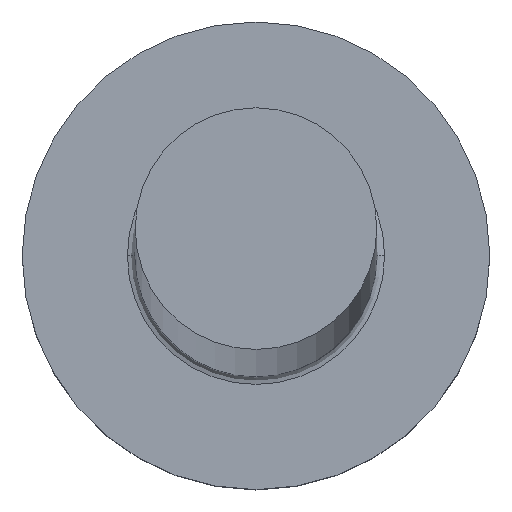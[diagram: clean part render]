
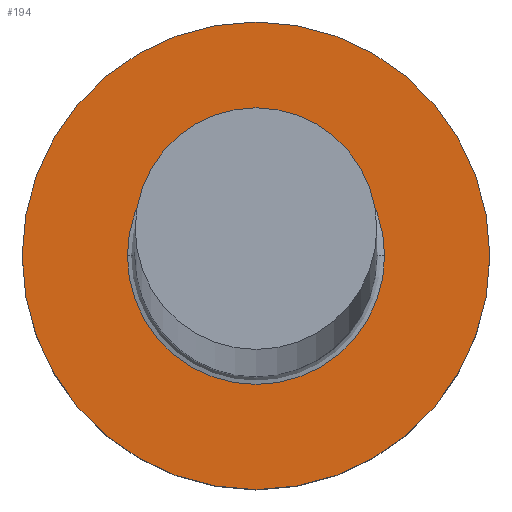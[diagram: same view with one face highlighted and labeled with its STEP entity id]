
A CAD part, top view. The second image highlights one B-rep face of the part: STEP entity #194.
In plain terms, the highlighted planar face has unit normal (0, 0, 1).
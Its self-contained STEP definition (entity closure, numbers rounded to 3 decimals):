
#2 = CARTESIAN_POINT ( 'NONE',  ( 0., 0., 5. ) ) ;
#21 = DIRECTION ( 'NONE',  ( 1., 0., 0. ) ) ;
#46 = DIRECTION ( 'NONE',  ( 0., 0., 1. ) ) ;
#51 = AXIS2_PLACEMENT_3D ( 'NONE', #2, #289, #129 ) ;
#54 = DIRECTION ( 'NONE',  ( 1., 0., 0. ) ) ;
#70 = DIRECTION ( 'NONE',  ( 0., 0., 1. ) ) ;
#71 = EDGE_CURVE ( 'NONE', #182, #205, #133, .T. ) ;
#76 = CARTESIAN_POINT ( 'NONE',  ( -6., 0., 5. ) ) ;
#78 = CARTESIAN_POINT ( 'NONE',  ( 0., 0., 5. ) ) ;
#85 = ORIENTED_EDGE ( 'NONE', *, *, #212, .T. ) ;
#91 = CARTESIAN_POINT ( 'NONE',  ( 0., 0., 5. ) ) ;
#99 = CARTESIAN_POINT ( 'NONE',  ( 6., 0., 5. ) ) ;
#105 = ORIENTED_EDGE ( 'NONE', *, *, #277, .T. ) ;
#109 = ORIENTED_EDGE ( 'NONE', *, *, #71, .T. ) ;
#111 = EDGE_LOOP ( 'NONE', ( #234, #105 ) ) ;
#120 = CIRCLE ( 'NONE', #51, 3.3 ) ;
#123 = CARTESIAN_POINT ( 'NONE',  ( 3.3, 0., 5. ) ) ;
#124 = CARTESIAN_POINT ( 'NONE',  ( 0., 0., 5. ) ) ;
#126 = CIRCLE ( 'NONE', #261, 6. ) ;
#129 = DIRECTION ( 'NONE',  ( 1., 0., 0. ) ) ;
#133 = CIRCLE ( 'NONE', #253, 6. ) ;
#139 = AXIS2_PLACEMENT_3D ( 'NONE', #267, #150, #21 ) ;
#146 = CIRCLE ( 'NONE', #139, 3.3 ) ;
#150 = DIRECTION ( 'NONE',  ( 0., 0., -1. ) ) ;
#166 = DIRECTION ( 'NONE',  ( 1., 0., 0. ) ) ;
#182 = VERTEX_POINT ( 'NONE', #99 ) ;
#185 = AXIS2_PLACEMENT_3D ( 'NONE', #124, #46, #54 ) ;
#192 = FACE_BOUND ( 'NONE', #111, .T. ) ;
#194 = ADVANCED_FACE ( 'NONE', ( #192, #262 ), #241, .T. ) ;
#205 = VERTEX_POINT ( 'NONE', #76 ) ;
#212 = EDGE_CURVE ( 'NONE', #205, #182, #126, .T. ) ;
#234 = ORIENTED_EDGE ( 'NONE', *, *, #247, .T. ) ;
#238 = DIRECTION ( 'NONE',  ( 0., 0., 1. ) ) ;
#241 = PLANE ( 'NONE',  #185 ) ;
#247 = EDGE_CURVE ( 'NONE', #271, #296, #120, .T. ) ;
#252 = EDGE_LOOP ( 'NONE', ( #85, #109 ) ) ;
#253 = AXIS2_PLACEMENT_3D ( 'NONE', #91, #70, #166 ) ;
#261 = AXIS2_PLACEMENT_3D ( 'NONE', #78, #238, #265 ) ;
#262 = FACE_OUTER_BOUND ( 'NONE', #252, .T. ) ;
#265 = DIRECTION ( 'NONE',  ( 1., 0., 0. ) ) ;
#267 = CARTESIAN_POINT ( 'NONE',  ( 0., 0., 5. ) ) ;
#271 = VERTEX_POINT ( 'NONE', #123 ) ;
#277 = EDGE_CURVE ( 'NONE', #296, #271, #146, .T. ) ;
#289 = DIRECTION ( 'NONE',  ( 0., 0., -1. ) ) ;
#296 = VERTEX_POINT ( 'NONE', #305 ) ;
#305 = CARTESIAN_POINT ( 'NONE',  ( -3.3, 0., 5. ) ) ;
